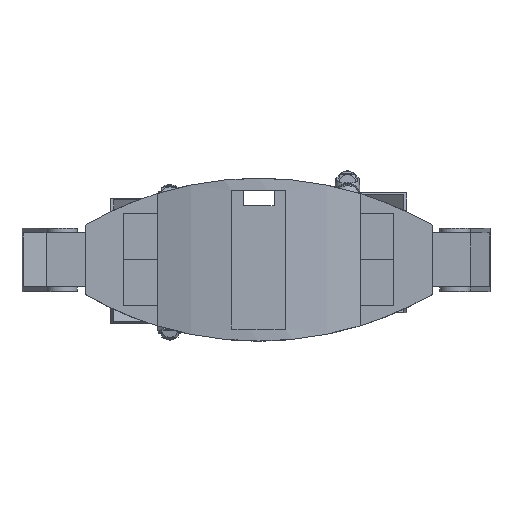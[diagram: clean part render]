
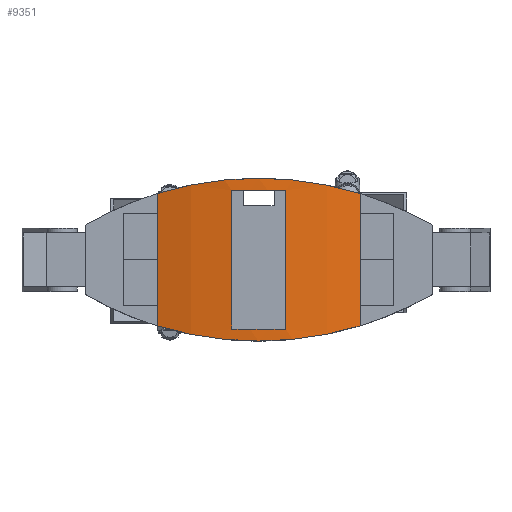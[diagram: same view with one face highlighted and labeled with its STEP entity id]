
A CAD part, top view. The second image highlights one B-rep face of the part: STEP entity #9351.
In plain terms, the highlighted cylindrical face has radius 221.418 mm (diameter 442.836 mm), a partial arc.
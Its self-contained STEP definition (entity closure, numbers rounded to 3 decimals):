
#527=FACE_BOUND('',#2005,.T.);
#1400=FACE_OUTER_BOUND('',#2004,.T.);
#2004=EDGE_LOOP('',(#8470,#8471,#8472,#8473,#8474,#8475));
#2005=EDGE_LOOP('',(#8476,#8477,#8478,#8479));
#2574=CIRCLE('',#10867,221.418);
#2575=CIRCLE('',#10868,221.418);
#3066=LINE('',#18093,#3640);
#3067=LINE('',#18117,#3641);
#3068=LINE('',#18132,#3642);
#3069=LINE('',#18135,#3643);
#3640=VECTOR('',#13595,10.);
#3641=VECTOR('',#13596,10.);
#3642=VECTOR('',#13599,10.);
#3643=VECTOR('',#13602,10.);
#3854=B_SPLINE_CURVE_WITH_KNOTS('',3,(#18082,#18083,#18084,#18085,#18086,
#18087,#18088,#18089,#18090,#18091),.UNSPECIFIED.,.F.,.F.,(4,2,2,2,4),(7.307,
8.65,10.38,12.11,13.84),
 .UNSPECIFIED.);
#3855=B_SPLINE_CURVE_WITH_KNOTS('',3,(#18095,#18096,#18097,#18098,#18099,
#18100,#18101,#18102,#18103,#18104),.UNSPECIFIED.,.F.,.F.,(4,2,2,2,4),(13.84,
15.57,17.3,19.03,20.373),
 .UNSPECIFIED.);
#3856=B_SPLINE_CURVE_WITH_KNOTS('',3,(#18106,#18107,#18108,#18109,#18110,
#18111,#18112,#18113,#18114,#18115),.UNSPECIFIED.,.F.,.F.,(4,2,2,2,4),(7.307,
8.65,10.38,12.11,13.84),
 .UNSPECIFIED.);
#3857=B_SPLINE_CURVE_WITH_KNOTS('',3,(#18118,#18119,#18120,#18121,#18122,
#18123,#18124,#18125,#18126,#18127),.UNSPECIFIED.,.F.,.F.,(4,2,2,2,4),(13.84,
15.57,17.3,19.03,20.373),
 .UNSPECIFIED.);
#4690=VERTEX_POINT('',#18080);
#4691=VERTEX_POINT('',#18081);
#4692=VERTEX_POINT('',#18092);
#4693=VERTEX_POINT('',#18094);
#4694=VERTEX_POINT('',#18105);
#4695=VERTEX_POINT('',#18116);
#4696=VERTEX_POINT('',#18128);
#4697=VERTEX_POINT('',#18129);
#4698=VERTEX_POINT('',#18131);
#4699=VERTEX_POINT('',#18133);
#5974=EDGE_CURVE('',#4690,#4691,#3854,.T.);
#5975=EDGE_CURVE('',#4692,#4690,#3066,.T.);
#5976=EDGE_CURVE('',#4693,#4692,#3855,.T.);
#5977=EDGE_CURVE('',#4694,#4693,#3856,.T.);
#5978=EDGE_CURVE('',#4695,#4694,#3067,.T.);
#5979=EDGE_CURVE('',#4691,#4695,#3857,.T.);
#5980=EDGE_CURVE('',#4696,#4697,#2574,.T.);
#5981=EDGE_CURVE('',#4698,#4696,#3068,.T.);
#5982=EDGE_CURVE('',#4699,#4698,#2575,.T.);
#5983=EDGE_CURVE('',#4697,#4699,#3069,.T.);
#8470=ORIENTED_EDGE('',*,*,#5974,.F.);
#8471=ORIENTED_EDGE('',*,*,#5975,.F.);
#8472=ORIENTED_EDGE('',*,*,#5976,.F.);
#8473=ORIENTED_EDGE('',*,*,#5977,.F.);
#8474=ORIENTED_EDGE('',*,*,#5978,.F.);
#8475=ORIENTED_EDGE('',*,*,#5979,.F.);
#8476=ORIENTED_EDGE('',*,*,#5980,.F.);
#8477=ORIENTED_EDGE('',*,*,#5981,.F.);
#8478=ORIENTED_EDGE('',*,*,#5982,.F.);
#8479=ORIENTED_EDGE('',*,*,#5983,.F.);
#8880=CYLINDRICAL_SURFACE('',#10866,221.418);
#9351=ADVANCED_FACE('',(#1400,#527),#8880,.T.);
#10866=AXIS2_PLACEMENT_3D('',#18079,#13593,#13594);
#10867=AXIS2_PLACEMENT_3D('',#18130,#13597,#13598);
#10868=AXIS2_PLACEMENT_3D('',#18134,#13600,#13601);
#13593=DIRECTION('center_axis',(0.,1.,0.));
#13594=DIRECTION('ref_axis',(-0.297,0.,0.955));
#13595=DIRECTION('',(0.,1.,0.));
#13596=DIRECTION('',(0.,-1.,0.));
#13597=DIRECTION('center_axis',(0.,-1.,0.));
#13598=DIRECTION('ref_axis',(-0.297,0.,0.955));
#13599=DIRECTION('',(0.,1.,0.));
#13600=DIRECTION('center_axis',(0.,1.,0.));
#13601=DIRECTION('ref_axis',(-0.297,0.,0.955));
#13602=DIRECTION('',(0.,-1.,0.));
#18079=CARTESIAN_POINT('Origin',(0.,0.,-171.418));
#18080=CARTESIAN_POINT('',(-65.79,42.942,40.));
#18081=CARTESIAN_POINT('',(0.,52.812,50.));
#18082=CARTESIAN_POINT('Ctrl Pts',(-65.79,42.942,40.));
#18083=CARTESIAN_POINT('Ctrl Pts',(-61.441,44.277,41.354));
#18084=CARTESIAN_POINT('Ctrl Pts',(-57.022,45.488,42.581));
#18085=CARTESIAN_POINT('Ctrl Pts',(-46.802,47.953,45.078));
#18086=CARTESIAN_POINT('Ctrl Pts',(-40.969,49.117,46.258));
#18087=CARTESIAN_POINT('Ctrl Pts',(-29.244,50.976,48.141));
#18088=CARTESIAN_POINT('Ctrl Pts',(-23.351,51.67,48.844));
#18089=CARTESIAN_POINT('Ctrl Pts',(-11.612,52.588,49.774));
#18090=CARTESIAN_POINT('Ctrl Pts',(-5.767,52.812,50.));
#18091=CARTESIAN_POINT('Ctrl Pts',(0.,52.812,
50.));
#18092=CARTESIAN_POINT('',(-65.79,-42.942,40.));
#18093=CARTESIAN_POINT('',(-65.79,0.,40.));
#18094=CARTESIAN_POINT('',(0.,-52.812,50.));
#18095=CARTESIAN_POINT('Ctrl Pts',(0.,-52.812,
50.));
#18096=CARTESIAN_POINT('Ctrl Pts',(-5.767,-52.812,
50.));
#18097=CARTESIAN_POINT('Ctrl Pts',(-11.612,-52.588,
49.774));
#18098=CARTESIAN_POINT('Ctrl Pts',(-23.351,-51.67,
48.844));
#18099=CARTESIAN_POINT('Ctrl Pts',(-29.244,-50.976,
48.141));
#18100=CARTESIAN_POINT('Ctrl Pts',(-40.969,-49.117,
46.258));
#18101=CARTESIAN_POINT('Ctrl Pts',(-46.802,-47.953,
45.078));
#18102=CARTESIAN_POINT('Ctrl Pts',(-57.022,-45.488,42.581));
#18103=CARTESIAN_POINT('Ctrl Pts',(-61.441,-44.277,
41.354));
#18104=CARTESIAN_POINT('Ctrl Pts',(-65.79,-42.942,
40.));
#18105=CARTESIAN_POINT('',(65.79,-42.942,40.));
#18106=CARTESIAN_POINT('Ctrl Pts',(65.79,-42.942,40.));
#18107=CARTESIAN_POINT('Ctrl Pts',(61.441,-44.277,41.354));
#18108=CARTESIAN_POINT('Ctrl Pts',(57.022,-45.488,42.581));
#18109=CARTESIAN_POINT('Ctrl Pts',(46.802,-47.953,45.078));
#18110=CARTESIAN_POINT('Ctrl Pts',(40.969,-49.117,46.258));
#18111=CARTESIAN_POINT('Ctrl Pts',(29.244,-50.976,48.141));
#18112=CARTESIAN_POINT('Ctrl Pts',(23.351,-51.67,48.844));
#18113=CARTESIAN_POINT('Ctrl Pts',(11.612,-52.588,49.774));
#18114=CARTESIAN_POINT('Ctrl Pts',(5.767,-52.812,50.));
#18115=CARTESIAN_POINT('Ctrl Pts',(0.,-52.812,
50.));
#18116=CARTESIAN_POINT('',(65.79,42.942,40.));
#18117=CARTESIAN_POINT('',(65.79,0.,40.));
#18118=CARTESIAN_POINT('Ctrl Pts',(0.,52.812,
50.));
#18119=CARTESIAN_POINT('Ctrl Pts',(5.767,52.812,50.));
#18120=CARTESIAN_POINT('Ctrl Pts',(11.612,52.588,49.774));
#18121=CARTESIAN_POINT('Ctrl Pts',(23.351,51.67,48.844));
#18122=CARTESIAN_POINT('Ctrl Pts',(29.244,50.976,48.141));
#18123=CARTESIAN_POINT('Ctrl Pts',(40.969,49.117,46.258));
#18124=CARTESIAN_POINT('Ctrl Pts',(46.802,47.953,45.078));
#18125=CARTESIAN_POINT('Ctrl Pts',(57.022,45.488,42.581));
#18126=CARTESIAN_POINT('Ctrl Pts',(61.441,44.277,41.354));
#18127=CARTESIAN_POINT('Ctrl Pts',(65.79,42.942,40.));
#18128=CARTESIAN_POINT('',(17.5,45.,49.307));
#18129=CARTESIAN_POINT('',(-17.5,45.,49.307));
#18130=CARTESIAN_POINT('Origin',(0.,45.,-171.418));
#18131=CARTESIAN_POINT('',(17.5,-45.,49.307));
#18132=CARTESIAN_POINT('',(17.5,0.,49.307));
#18133=CARTESIAN_POINT('',(-17.5,-45.,49.307));
#18134=CARTESIAN_POINT('Origin',(0.,-45.,-171.418));
#18135=CARTESIAN_POINT('',(-17.5,0.,49.307));
